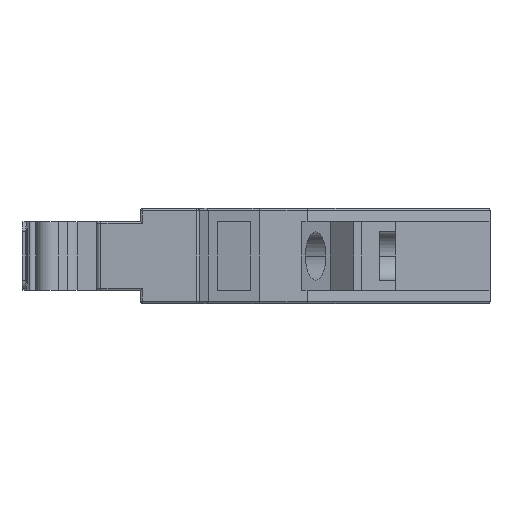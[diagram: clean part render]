
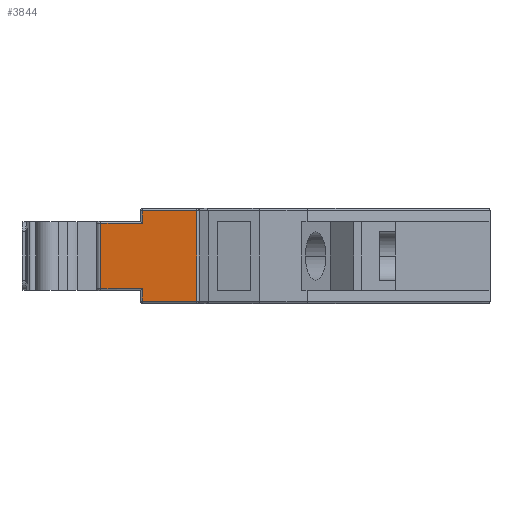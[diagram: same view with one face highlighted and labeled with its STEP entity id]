
A CAD part, left-side view. The second image highlights one B-rep face of the part: STEP entity #3844.
In plain terms, the highlighted planar face has unit normal (-0.996, 0.087, 0).
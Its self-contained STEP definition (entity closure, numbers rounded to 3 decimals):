
#22 = EDGE_CURVE ( 'NONE', #3369, #6030, #257, .T. ) ;
#95 = ORIENTED_EDGE ( 'NONE', *, *, #5610, .T. ) ;
#142 = DIRECTION ( 'NONE',  ( 0.087, 0.996, 0. ) ) ;
#202 = CARTESIAN_POINT ( 'NONE',  ( -22.095, 17.772, -4.9 ) ) ;
#257 = LINE ( 'NONE', #202, #3727 ) ;
#400 = DIRECTION ( 'NONE',  ( 0.996, -0.087, 0. ) ) ;
#720 = EDGE_CURVE ( 'NONE', #4258, #7657, #4350, .T. ) ;
#780 = VERTEX_POINT ( 'NONE', #7124 ) ;
#960 = LINE ( 'NONE', #3574, #4414 ) ;
#1170 = AXIS2_PLACEMENT_3D ( 'NONE', #7968, #400, #5212 ) ;
#1226 = CARTESIAN_POINT ( 'NONE',  ( -21.721, 22.044, -3.35 ) ) ;
#1255 = ORIENTED_EDGE ( 'NONE', *, *, #3940, .T. ) ;
#1317 = DIRECTION ( 'NONE',  ( -0.087, -0.996, 0. ) ) ;
#1869 = LINE ( 'NONE', #2579, #2069 ) ;
#1918 = ORIENTED_EDGE ( 'NONE', *, *, #6903, .T. ) ;
#1983 = CARTESIAN_POINT ( 'NONE',  ( -22.095, 17.772, -4.65 ) ) ;
#2069 = VECTOR ( 'NONE', #7382, 1000. ) ;
#2245 = EDGE_LOOP ( 'NONE', ( #2866, #8317, #4852, #3296, #1918, #95, #1255, #4934 ) ) ;
#2479 = DIRECTION ( 'NONE',  ( 0., 0., 1. ) ) ;
#2579 = CARTESIAN_POINT ( 'NONE',  ( -22.095, 17.772, -4.9 ) ) ;
#2669 = LINE ( 'NONE', #6107, #4510 ) ;
#2866 = ORIENTED_EDGE ( 'NONE', *, *, #720, .T. ) ;
#3025 = VERTEX_POINT ( 'NONE', #3734 ) ;
#3044 = VERTEX_POINT ( 'NONE', #5087 ) ;
#3282 = DIRECTION ( 'NONE',  ( -0.087, -0.996, 0. ) ) ;
#3296 = ORIENTED_EDGE ( 'NONE', *, *, #8198, .T. ) ;
#3369 = VERTEX_POINT ( 'NONE', #4120 ) ;
#3430 = DIRECTION ( 'NONE',  ( 0.087, 0.996, 0. ) ) ;
#3574 = CARTESIAN_POINT ( 'NONE',  ( -22.075, 18., 4.65 ) ) ;
#3587 = EDGE_CURVE ( 'NONE', #3025, #4258, #6711, .T. ) ;
#3634 = VECTOR ( 'NONE', #2479, 1000. ) ;
#3727 = VECTOR ( 'NONE', #5016, 1000. ) ;
#3734 = CARTESIAN_POINT ( 'NONE',  ( -22.095, 17.772, 3.35 ) ) ;
#3844 = ADVANCED_FACE ( 'NONE', ( #4346 ), #5860, .F. ) ;
#3940 = EDGE_CURVE ( 'NONE', #4235, #3025, #1869, .T. ) ;
#4120 = CARTESIAN_POINT ( 'NONE',  ( -22.095, 17.772, -3.35 ) ) ;
#4141 = VECTOR ( 'NONE', #5656, 1000. ) ;
#4235 = VERTEX_POINT ( 'NONE', #5966 ) ;
#4258 = VERTEX_POINT ( 'NONE', #7437 ) ;
#4346 = FACE_OUTER_BOUND ( 'NONE', #2245, .T. ) ;
#4350 = LINE ( 'NONE', #4982, #4141 ) ;
#4414 = VECTOR ( 'NONE', #142, 1000. ) ;
#4510 = VECTOR ( 'NONE', #1317, 1000. ) ;
#4802 = CARTESIAN_POINT ( 'NONE',  ( -21.721, 22.044, 3.35 ) ) ;
#4852 = ORIENTED_EDGE ( 'NONE', *, *, #22, .T. ) ;
#4934 = ORIENTED_EDGE ( 'NONE', *, *, #3587, .T. ) ;
#4982 = CARTESIAN_POINT ( 'NONE',  ( -21.721, 22.044, -3.6 ) ) ;
#5016 = DIRECTION ( 'NONE',  ( 0., 0., -1. ) ) ;
#5087 = CARTESIAN_POINT ( 'NONE',  ( -22.583, 12.191, 4.65 ) ) ;
#5212 = DIRECTION ( 'NONE',  ( 0.087, 0.996, 0. ) ) ;
#5438 = LINE ( 'NONE', #5856, #3634 ) ;
#5610 = EDGE_CURVE ( 'NONE', #3044, #4235, #960, .T. ) ;
#5656 = DIRECTION ( 'NONE',  ( 0., 0., -1. ) ) ;
#5856 = CARTESIAN_POINT ( 'NONE',  ( -22.583, 12.191, -4.9 ) ) ;
#5860 = PLANE ( 'NONE',  #1170 ) ;
#5966 = CARTESIAN_POINT ( 'NONE',  ( -22.095, 17.772, 4.65 ) ) ;
#6030 = VERTEX_POINT ( 'NONE', #1983 ) ;
#6056 = EDGE_CURVE ( 'NONE', #7657, #3369, #2669, .T. ) ;
#6107 = CARTESIAN_POINT ( 'NONE',  ( -22.6, 12., -3.35 ) ) ;
#6196 = VECTOR ( 'NONE', #3282, 1000. ) ;
#6711 = LINE ( 'NONE', #4802, #8582 ) ;
#6903 = EDGE_CURVE ( 'NONE', #780, #3044, #5438, .T. ) ;
#7124 = CARTESIAN_POINT ( 'NONE',  ( -22.583, 12.191, -4.65 ) ) ;
#7382 = DIRECTION ( 'NONE',  ( 0., 0., -1. ) ) ;
#7437 = CARTESIAN_POINT ( 'NONE',  ( -21.721, 22.044, 3.35 ) ) ;
#7657 = VERTEX_POINT ( 'NONE', #1226 ) ;
#7968 = CARTESIAN_POINT ( 'NONE',  ( -22.6, 12., -4.9 ) ) ;
#8072 = LINE ( 'NONE', #8776, #6196 ) ;
#8198 = EDGE_CURVE ( 'NONE', #6030, #780, #8072, .T. ) ;
#8317 = ORIENTED_EDGE ( 'NONE', *, *, #6056, .T. ) ;
#8582 = VECTOR ( 'NONE', #3430, 1000. ) ;
#8776 = CARTESIAN_POINT ( 'NONE',  ( -22.6, 12., -4.65 ) ) ;
